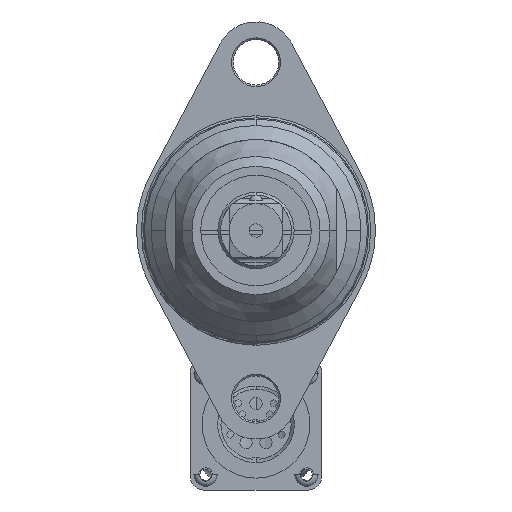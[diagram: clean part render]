
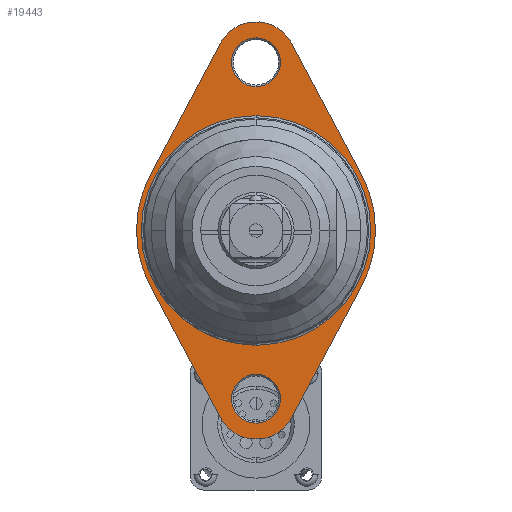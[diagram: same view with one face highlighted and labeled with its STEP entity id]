
A CAD part, left-side view. The second image highlights one B-rep face of the part: STEP entity #19443.
In plain terms, the highlighted planar face has unit normal (-1, 0, 0).
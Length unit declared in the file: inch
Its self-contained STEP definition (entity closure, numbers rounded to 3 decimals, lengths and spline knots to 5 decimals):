
#18884=CARTESIAN_POINT('',(-10.9852,0.,1.5625));
#18885=DIRECTION('',(1.,0.,0.));
#18886=DIRECTION('',(0.,0.882,0.47));
#18887=AXIS2_PLACEMENT_3D('',#18884,#18885,#18886);
#18889=DIRECTION('',(0.,-0.47,-0.882));
#18890=VECTOR('',#18889,1.37883);
#18891=CARTESIAN_POINT('',(-10.9852,-0.33092,1.7389));
#18892=LINE('',#18891,#18890);
#18893=CARTESIAN_POINT('',(-10.9852,0.,0.));
#18894=DIRECTION('',(1.,0.,0.));
#18895=DIRECTION('',(0.,-0.882,0.47));
#18896=AXIS2_PLACEMENT_3D('',#18893,#18894,#18895);
#18898=CARTESIAN_POINT('',(-10.9852,0.,0.));
#18899=DIRECTION('',(1.,0.,0.));
#18900=DIRECTION('',(0.,-1.,0.));
#18901=AXIS2_PLACEMENT_3D('',#18898,#18899,#18900);
#18903=DIRECTION('',(0.,0.47,-0.882));
#18904=VECTOR('',#18903,1.37883);
#18905=CARTESIAN_POINT('',(-10.9852,-0.97952,-0.52214));
#18906=LINE('',#18905,#18904);
#18907=CARTESIAN_POINT('',(-10.9852,0.,-1.5625));
#18908=DIRECTION('',(1.,0.,0.));
#18909=DIRECTION('',(0.,-0.882,-0.47));
#18910=AXIS2_PLACEMENT_3D('',#18907,#18908,#18909);
#18912=DIRECTION('',(0.,0.47,0.882));
#18913=VECTOR('',#18912,1.37883);
#18914=CARTESIAN_POINT('',(-10.9852,0.33092,-1.7389));
#18915=LINE('',#18914,#18913);
#18916=CARTESIAN_POINT('',(-10.9852,0.,0.));
#18917=DIRECTION('',(1.,0.,0.));
#18918=DIRECTION('',(0.,0.882,-0.47));
#18919=AXIS2_PLACEMENT_3D('',#18916,#18917,#18918);
#18921=CARTESIAN_POINT('',(-10.9852,0.,0.));
#18922=DIRECTION('',(1.,0.,0.));
#18923=DIRECTION('',(0.,1.,0.));
#18924=AXIS2_PLACEMENT_3D('',#18921,#18922,#18923);
#18926=DIRECTION('',(0.,-0.47,0.882));
#18927=VECTOR('',#18926,1.37883);
#18928=CARTESIAN_POINT('',(-10.9852,0.97952,0.52214));
#18929=LINE('',#18928,#18927);
#18930=CARTESIAN_POINT('',(-10.9852,0.,1.5625));
#18931=DIRECTION('',(-1.,0.,0.));
#18932=DIRECTION('',(0.,0.,-1.));
#18933=AXIS2_PLACEMENT_3D('',#18930,#18931,#18932);
#18935=CARTESIAN_POINT('',(-10.9852,0.,1.5625));
#18936=DIRECTION('',(-1.,0.,0.));
#18937=DIRECTION('',(0.,0.,1.));
#18938=AXIS2_PLACEMENT_3D('',#18935,#18936,#18937);
#18940=CARTESIAN_POINT('',(-10.9852,0.,-1.5625));
#18941=DIRECTION('',(-1.,0.,0.));
#18942=DIRECTION('',(0.,0.,-1.));
#18943=AXIS2_PLACEMENT_3D('',#18940,#18941,#18942);
#18945=CARTESIAN_POINT('',(-10.9852,0.,-1.5625));
#18946=DIRECTION('',(-1.,0.,0.));
#18947=DIRECTION('',(0.,0.,1.));
#18948=AXIS2_PLACEMENT_3D('',#18945,#18946,#18947);
#18950=CARTESIAN_POINT('',(-10.9852,0.,0.));
#18951=DIRECTION('',(-1.,0.,0.));
#18952=DIRECTION('',(0.,0.,-1.));
#18953=AXIS2_PLACEMENT_3D('',#18950,#18951,#18952);
#18955=CARTESIAN_POINT('',(-10.9852,0.,0.));
#18956=DIRECTION('',(-1.,0.,0.));
#18957=DIRECTION('',(0.,0.,1.));
#18958=AXIS2_PLACEMENT_3D('',#18955,#18956,#18957);
#19184=CARTESIAN_POINT('',(-10.9852,0.33092,1.7389));
#19185=CARTESIAN_POINT('',(-10.9852,-0.33092,1.7389));
#19186=VERTEX_POINT('',#19184);
#19187=VERTEX_POINT('',#19185);
#19188=CARTESIAN_POINT('',(-10.9852,-0.97952,0.52214));
#19189=VERTEX_POINT('',#19188);
#19190=CARTESIAN_POINT('',(-10.9852,-1.11,0.));
#19191=CARTESIAN_POINT('',(-10.9852,-0.97952,-0.52214));
#19192=VERTEX_POINT('',#19190);
#19193=VERTEX_POINT('',#19191);
#19194=CARTESIAN_POINT('',(-10.9852,-0.33092,-1.7389));
#19195=VERTEX_POINT('',#19194);
#19196=CARTESIAN_POINT('',(-10.9852,0.33092,-1.7389));
#19197=VERTEX_POINT('',#19196);
#19198=CARTESIAN_POINT('',(-10.9852,0.97952,-0.52214));
#19199=VERTEX_POINT('',#19198);
#19200=CARTESIAN_POINT('',(-10.9852,1.11,0.));
#19201=CARTESIAN_POINT('',(-10.9852,0.97952,0.52214));
#19202=VERTEX_POINT('',#19200);
#19203=VERTEX_POINT('',#19201);
#19204=CARTESIAN_POINT('',(-10.9852,0.,1.336));
#19205=CARTESIAN_POINT('',(-10.9852,0.,1.789));
#19206=VERTEX_POINT('',#19204);
#19207=VERTEX_POINT('',#19205);
#19208=CARTESIAN_POINT('',(-10.9852,0.,-1.789));
#19209=CARTESIAN_POINT('',(-10.9852,0.,-1.336));
#19210=VERTEX_POINT('',#19208);
#19211=VERTEX_POINT('',#19209);
#19212=CARTESIAN_POINT('',(-10.9852,0.,-1.066));
#19213=CARTESIAN_POINT('',(-10.9852,0.,1.066));
#19214=VERTEX_POINT('',#19212);
#19215=VERTEX_POINT('',#19213);
#19408=CARTESIAN_POINT('',(-10.9852,0.,0.));
#19409=DIRECTION('',(-1.,0.,0.));
#19410=DIRECTION('',(0.,-1.,0.));
#19411=AXIS2_PLACEMENT_3D('',#19408,#19409,#19410);
#19412=PLANE('',#19411);
#19413=ORIENTED_EDGE('',*,*,#19298,.T.);
#19414=ORIENTED_EDGE('',*,*,#19313,.T.);
#19415=ORIENTED_EDGE('',*,*,#19330,.T.);
#19416=ORIENTED_EDGE('',*,*,#19328,.T.);
#19417=ORIENTED_EDGE('',*,*,#19344,.T.);
#19418=ORIENTED_EDGE('',*,*,#19358,.T.);
#19419=ORIENTED_EDGE('',*,*,#19372,.T.);
#19420=ORIENTED_EDGE('',*,*,#19389,.T.);
#19421=ORIENTED_EDGE('',*,*,#19387,.T.);
#19422=ORIENTED_EDGE('',*,*,#19402,.T.);
#19423=EDGE_LOOP('',(#19413,#19414,#19415,#19416,#19417,#19418,#19419,#19420,
#19421,#19422));
#19424=FACE_OUTER_BOUND('',#19423,.F.);
#19426=ORIENTED_EDGE('',*,*,#19425,.T.);
#19428=ORIENTED_EDGE('',*,*,#19427,.T.);
#19429=EDGE_LOOP('',(#19426,#19428));
#19430=FACE_BOUND('',#19429,.F.);
#19432=ORIENTED_EDGE('',*,*,#19431,.T.);
#19434=ORIENTED_EDGE('',*,*,#19433,.T.);
#19435=EDGE_LOOP('',(#19432,#19434));
#19436=FACE_BOUND('',#19435,.F.);
#19438=ORIENTED_EDGE('',*,*,#19437,.T.);
#19440=ORIENTED_EDGE('',*,*,#19439,.T.);
#19441=EDGE_LOOP('',(#19438,#19440));
#19442=FACE_BOUND('',#19441,.F.);
#19443=ADVANCED_FACE('',(#19424,#19430,#19436,#19442),#19412,.T.);
#18888=CIRCLE('',#18887,0.375);
#18897=CIRCLE('',#18896,1.11);
#18902=CIRCLE('',#18901,1.11);
#18911=CIRCLE('',#18910,0.375);
#18920=CIRCLE('',#18919,1.11);
#18925=CIRCLE('',#18924,1.11);
#18934=CIRCLE('',#18933,0.2265);
#18939=CIRCLE('',#18938,0.2265);
#18944=CIRCLE('',#18943,0.2265);
#18949=CIRCLE('',#18948,0.2265);
#18954=CIRCLE('',#18953,1.066);
#18959=CIRCLE('',#18958,1.066);
#19298=EDGE_CURVE('',#19186,#19187,#18888,.T.);
#19313=EDGE_CURVE('',#19187,#19189,#18892,.T.);
#19328=EDGE_CURVE('',#19192,#19193,#18902,.T.);
#19330=EDGE_CURVE('',#19189,#19192,#18897,.T.);
#19344=EDGE_CURVE('',#19193,#19195,#18906,.T.);
#19358=EDGE_CURVE('',#19195,#19197,#18911,.T.);
#19372=EDGE_CURVE('',#19197,#19199,#18915,.T.);
#19387=EDGE_CURVE('',#19202,#19203,#18925,.T.);
#19389=EDGE_CURVE('',#19199,#19202,#18920,.T.);
#19402=EDGE_CURVE('',#19203,#19186,#18929,.T.);
#19425=EDGE_CURVE('',#19206,#19207,#18934,.T.);
#19427=EDGE_CURVE('',#19207,#19206,#18939,.T.);
#19431=EDGE_CURVE('',#19210,#19211,#18944,.T.);
#19433=EDGE_CURVE('',#19211,#19210,#18949,.T.);
#19437=EDGE_CURVE('',#19214,#19215,#18954,.T.);
#19439=EDGE_CURVE('',#19215,#19214,#18959,.T.);
